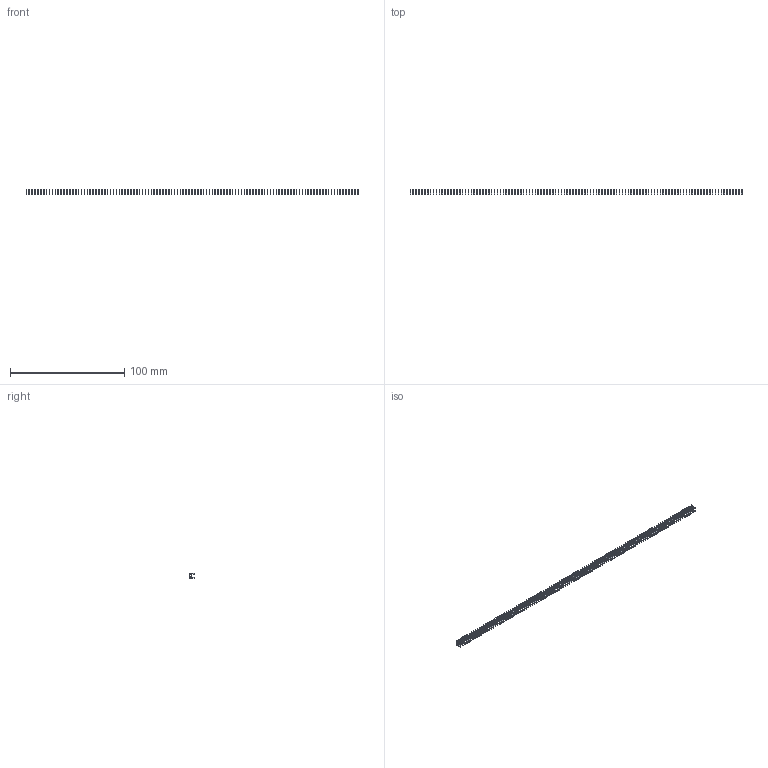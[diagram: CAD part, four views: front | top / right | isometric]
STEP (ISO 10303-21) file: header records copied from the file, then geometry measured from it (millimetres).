
FILE_DESCRIPTION (( 'STEP AP203' ), '1' );
FILE_NAME ('105-115-208-100.STEP', '2020-04-08T01:25:13', ( '' ), ( '' ), 'SwSTEP 2.0', 'SolidWorks 2016', '' );
FILE_SCHEMA (( 'CONFIG_CONTROL_DESIGN' ));
Length unit declared in the file: inch
Products named in the file (2): 105-115-208-100; 100-290-001_100-290-208
Assembly tree (115 placements, depth 2):
  105-115-208-100
    100-290-001_100-290-208  x115
Bounding box: 290.07 x 4.83 x 5.17 mm (x, y, z)
Volume: 791.3 mm3; surface area: 4887 mm2
Topology: 115 solids, 115 shells, 2875 faces, 7935 edges, 5290 vertices
Faces by surface type: plane 2530, cylinder 345
Entity records: 4637 total; most frequent: DIRECTION 361, CARTESIAN_POINT 258, COORDINATED_UNIVERSAL_TIME_OFFSET 240, DATE_AND_TIME 240, LOCAL_TIME 240, CALENDAR_DATE 240, AXIS2_PLACEMENT_3D 149, ORIENTED_EDGE 138
